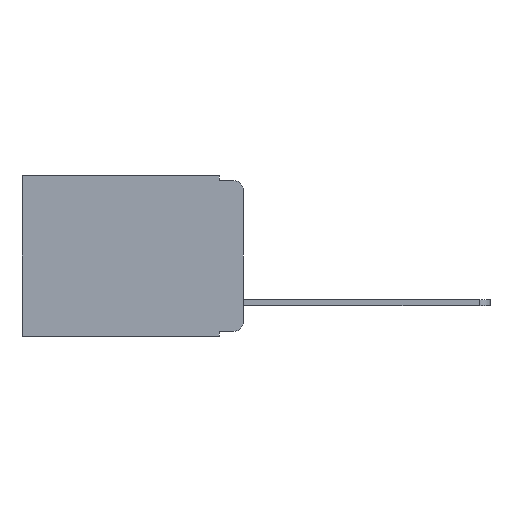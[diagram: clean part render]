
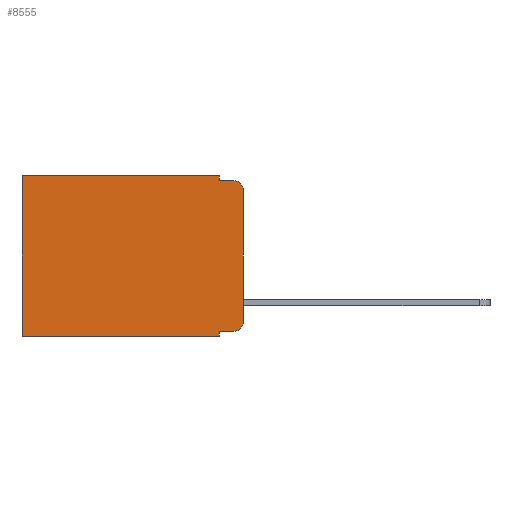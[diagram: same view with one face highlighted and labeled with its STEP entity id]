
A CAD part, left-side view. The second image highlights one B-rep face of the part: STEP entity #8555.
In plain terms, the highlighted planar face has unit normal (-1, 0, 0).
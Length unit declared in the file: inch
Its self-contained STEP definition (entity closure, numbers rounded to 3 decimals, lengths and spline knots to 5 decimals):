
#246 = LINE ( 'NONE', #14284, #11864 ) ;
#894 = CIRCLE ( 'NONE', #10982, 0.02 ) ;
#991 = CARTESIAN_POINT ( 'NONE',  ( 0.298, 0.02, -0.01 ) ) ;
#1082 = PLANE ( 'NONE',  #8301 ) ;
#1423 = VERTEX_POINT ( 'NONE', #11695 ) ;
#1645 = LINE ( 'NONE', #3875, #4969 ) ;
#1721 = VECTOR ( 'NONE', #4085, 39.37008 ) ;
#2423 = VECTOR ( 'NONE', #6302, 39.37008 ) ;
#2621 = CIRCLE ( 'NONE', #14915, 0.02 ) ;
#2847 = CARTESIAN_POINT ( 'NONE',  ( 0.298, 0.051, 0. ) ) ;
#2899 = VERTEX_POINT ( 'NONE', #5705 ) ;
#3294 = ORIENTED_EDGE ( 'NONE', *, *, #4993, .F. ) ;
#3548 = EDGE_CURVE ( 'NONE', #4089, #11647, #11741, .T. ) ;
#3611 = DIRECTION ( 'NONE',  ( 0., 0., -1. ) ) ;
#3728 = EDGE_CURVE ( 'NONE', #8817, #8454, #12254, .T. ) ;
#3875 = CARTESIAN_POINT ( 'NONE',  ( 0.298, 0.051, -0.01 ) ) ;
#3893 = DIRECTION ( 'NONE',  ( -1., 0., 0. ) ) ;
#3975 = CARTESIAN_POINT ( 'NONE',  ( 0.298, 0., 0. ) ) ;
#4085 = DIRECTION ( 'NONE',  ( 0., 0., -1. ) ) ;
#4089 = VERTEX_POINT ( 'NONE', #2847 ) ;
#4790 = VERTEX_POINT ( 'NONE', #13570 ) ;
#4969 = VECTOR ( 'NONE', #13475, 39.37008 ) ;
#4993 = EDGE_CURVE ( 'NONE', #4790, #9607, #6059, .T. ) ;
#5052 = LINE ( 'NONE', #13615, #1721 ) ;
#5103 = DIRECTION ( 'NONE',  ( 0., 0., -1. ) ) ;
#5208 = LINE ( 'NONE', #6361, #5994 ) ;
#5313 = EDGE_CURVE ( 'NONE', #4089, #7586, #5052, .T. ) ;
#5577 = CARTESIAN_POINT ( 'NONE',  ( 0.298, 0.473, -0.343 ) ) ;
#5705 = CARTESIAN_POINT ( 'NONE',  ( 0.298, 0.051, -0.333 ) ) ;
#5753 = EDGE_CURVE ( 'NONE', #11647, #9607, #246, .T. ) ;
#5757 = DIRECTION ( 'NONE',  ( 0., 1., 0. ) ) ;
#5768 = LINE ( 'NONE', #11082, #2423 ) ;
#5838 = ORIENTED_EDGE ( 'NONE', *, *, #3548, .T. ) ;
#5919 = ORIENTED_EDGE ( 'NONE', *, *, #5313, .F. ) ;
#5994 = VECTOR ( 'NONE', #13397, 39.37008 ) ;
#6059 = LINE ( 'NONE', #7645, #8968 ) ;
#6150 = EDGE_LOOP ( 'NONE', ( #8471, #9215, #9861, #5919, #5838, #6265, #3294, #10117, #10142, #10103 ) ) ;
#6265 = ORIENTED_EDGE ( 'NONE', *, *, #5753, .T. ) ;
#6302 = DIRECTION ( 'NONE',  ( 0., 0., -1. ) ) ;
#6361 = CARTESIAN_POINT ( 'NONE',  ( 0.298, 0.051, -0.333 ) ) ;
#6863 = CARTESIAN_POINT ( 'NONE',  ( 0.298, 0., 0. ) ) ;
#7192 = VERTEX_POINT ( 'NONE', #991 ) ;
#7300 = DIRECTION ( 'NONE',  ( -1., 0., 0. ) ) ;
#7353 = EDGE_CURVE ( 'NONE', #2899, #1423, #5208, .T. ) ;
#7400 = CARTESIAN_POINT ( 'NONE',  ( 0.298, 0., 0. ) ) ;
#7586 = VERTEX_POINT ( 'NONE', #10483 ) ;
#7645 = CARTESIAN_POINT ( 'NONE',  ( 0.298, 0., -0.343 ) ) ;
#7664 = DIRECTION ( 'NONE',  ( 0., 1., 0. ) ) ;
#7981 = EDGE_CURVE ( 'NONE', #2899, #4790, #5768, .T. ) ;
#8301 = AXIS2_PLACEMENT_3D ( 'NONE', #7400, #10969, #3611 ) ;
#8454 = VERTEX_POINT ( 'NONE', #15287 ) ;
#8471 = ORIENTED_EDGE ( 'NONE', *, *, #3728, .F. ) ;
#8555 = ADVANCED_FACE ( 'NONE', ( #11380 ), #1082, .F. ) ;
#8660 = CARTESIAN_POINT ( 'NONE',  ( 0.298, 0.473, 0. ) ) ;
#8817 = VERTEX_POINT ( 'NONE', #13733 ) ;
#8968 = VECTOR ( 'NONE', #7664, 39.37008 ) ;
#9184 = VECTOR ( 'NONE', #5103, 39.37008 ) ;
#9215 = ORIENTED_EDGE ( 'NONE', *, *, #10984, .T. ) ;
#9607 = VERTEX_POINT ( 'NONE', #5577 ) ;
#9861 = ORIENTED_EDGE ( 'NONE', *, *, #15304, .F. ) ;
#10103 = ORIENTED_EDGE ( 'NONE', *, *, #14604, .T. ) ;
#10117 = ORIENTED_EDGE ( 'NONE', *, *, #7981, .F. ) ;
#10142 = ORIENTED_EDGE ( 'NONE', *, *, #7353, .T. ) ;
#10483 = CARTESIAN_POINT ( 'NONE',  ( 0.298, 0.051, -0.01 ) ) ;
#10969 = DIRECTION ( 'NONE',  ( 1., 0., 0. ) ) ;
#10982 = AXIS2_PLACEMENT_3D ( 'NONE', #14228, #7300, #15405 ) ;
#10984 = EDGE_CURVE ( 'NONE', #8817, #7192, #894, .T. ) ;
#11082 = CARTESIAN_POINT ( 'NONE',  ( 0.298, 0.051, 0. ) ) ;
#11146 = DIRECTION ( 'NONE',  ( 0., 0., -1. ) ) ;
#11231 = CARTESIAN_POINT ( 'NONE',  ( 0.298, 0.02, -0.313 ) ) ;
#11380 = FACE_OUTER_BOUND ( 'NONE', #6150, .T. ) ;
#11647 = VERTEX_POINT ( 'NONE', #8660 ) ;
#11695 = CARTESIAN_POINT ( 'NONE',  ( 0.298, 0.02, -0.333 ) ) ;
#11741 = LINE ( 'NONE', #3975, #14357 ) ;
#11864 = VECTOR ( 'NONE', #11146, 39.37008 ) ;
#12254 = LINE ( 'NONE', #6863, #9184 ) ;
#12369 = DIRECTION ( 'NONE',  ( 0., 0., -1. ) ) ;
#13397 = DIRECTION ( 'NONE',  ( 0., -1., 0. ) ) ;
#13475 = DIRECTION ( 'NONE',  ( 0., -1., 0. ) ) ;
#13570 = CARTESIAN_POINT ( 'NONE',  ( 0.298, 0.051, -0.343 ) ) ;
#13615 = CARTESIAN_POINT ( 'NONE',  ( 0.298, 0.051, 0. ) ) ;
#13733 = CARTESIAN_POINT ( 'NONE',  ( 0.298, 0., -0.03 ) ) ;
#14228 = CARTESIAN_POINT ( 'NONE',  ( 0.298, 0.02, -0.03 ) ) ;
#14284 = CARTESIAN_POINT ( 'NONE',  ( 0.298, 0.473, 0. ) ) ;
#14357 = VECTOR ( 'NONE', #5757, 39.37008 ) ;
#14604 = EDGE_CURVE ( 'NONE', #1423, #8454, #2621, .T. ) ;
#14915 = AXIS2_PLACEMENT_3D ( 'NONE', #11231, #3893, #12369 ) ;
#15287 = CARTESIAN_POINT ( 'NONE',  ( 0.298, 0., -0.313 ) ) ;
#15304 = EDGE_CURVE ( 'NONE', #7586, #7192, #1645, .T. ) ;
#15405 = DIRECTION ( 'NONE',  ( 0., 0., -1. ) ) ;
